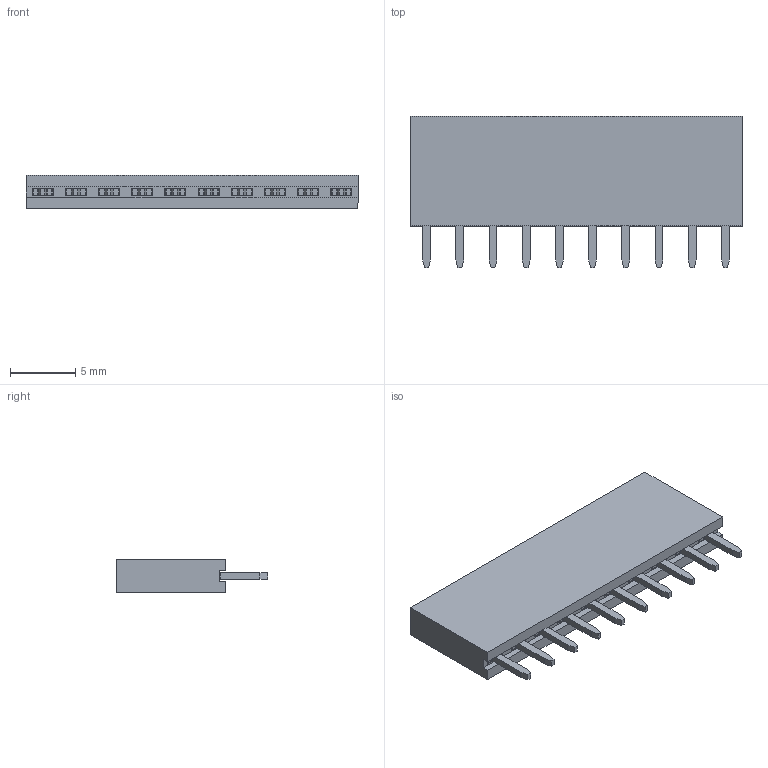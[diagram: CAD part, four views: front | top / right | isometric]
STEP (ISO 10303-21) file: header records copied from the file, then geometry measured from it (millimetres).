
FILE_DESCRIPTION((''),'2;1');
FILE_NAME('PBS-10.stp','2019-11-02T10:47:29',('Shuvalov'),(''),'Autodesk Inventor 2011','Autodesk Inventor 2011','');
FILE_SCHEMA(('CONFIG_CONTROL_DESIGN'));
Length unit declared in the file: millimetre
Products named in the file (1): PBS-10
Bounding box: 25.4 x 11.6 x 2.54 mm (x, y, z)
Volume: 497.7 mm3; surface area: 954.7 mm2
Topology: 11 solids, 11 shells, 310 faces, 764 edges, 496 vertices
Faces by surface type: plane 270, cylinder 40
Entity records: 9200 total; most frequent: CARTESIAN_POINT 1571, ORIENTED_EDGE 1528, DIRECTION 1466, EDGE_CURVE 764, VECTOR 684, LINE 684, VERTEX_POINT 496, AXIS2_PLACEMENT_3D 391
